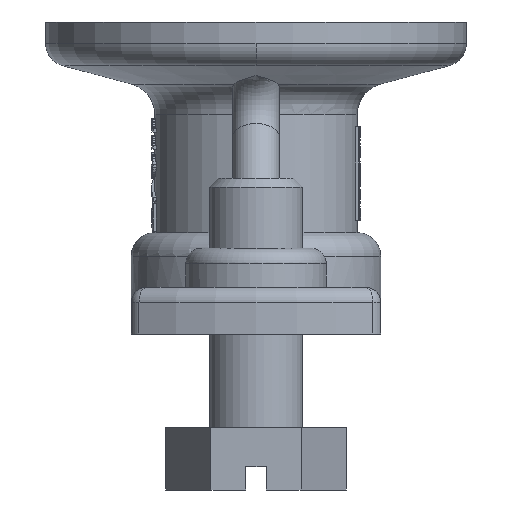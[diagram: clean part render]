
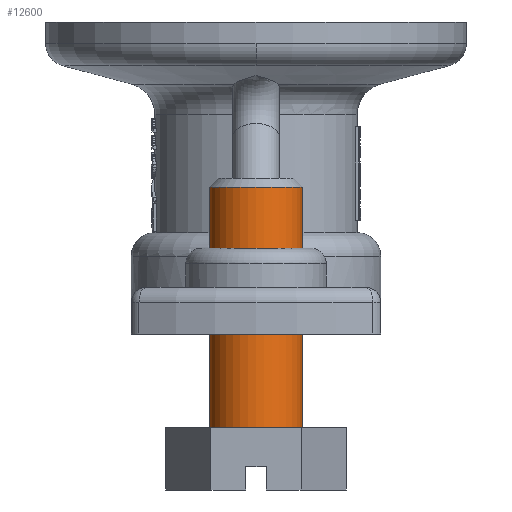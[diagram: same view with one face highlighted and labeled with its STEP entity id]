
A CAD part, left-side view. The second image highlights one B-rep face of the part: STEP entity #12600.
In plain terms, the highlighted cylindrical face has radius 3 mm (diameter 6 mm), a partial arc.
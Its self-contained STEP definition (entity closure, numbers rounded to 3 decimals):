
#60=CARTESIAN_POINT('',(7.7,-3.,0.));
#70=DIRECTION('',(1.,0.,0.));
#80=VECTOR('',#70,1.);
#90=LINE('',#60,#80);
#100=CARTESIAN_POINT('',(0.,-3.,0.));
#110=VERTEX_POINT('',#100);
#120=CARTESIAN_POINT('',(15.4,-3.,0.));
#130=VERTEX_POINT('',#120);
#140=EDGE_CURVE('',#110,#130,#90,.T.);
#160=CARTESIAN_POINT('',(15.4,0.,0.));
#170=DIRECTION('',(1.,0.,0.));
#180=DIRECTION('',(0.,1.,0.));
#190=AXIS2_PLACEMENT_3D('',#160,#170,#180);
#200=CIRCLE('',#190,3.);
#210=CARTESIAN_POINT('',(15.4,3.,0.));
#220=VERTEX_POINT('',#210);
#250=CARTESIAN_POINT('',(7.7,3.,0.));
#260=DIRECTION('',(1.,0.,0.));
#270=VECTOR('',#260,1.);
#280=LINE('',#250,#270);
#290=CARTESIAN_POINT('',(0.,3.,0.));
#300=VERTEX_POINT('',#290);
#310=EDGE_CURVE('',#300,#220,#280,.T.);
#330=CARTESIAN_POINT('',(0.,0.,0.));
#340=DIRECTION('',(1.,0.,0.));
#350=DIRECTION('',(0.,-1.,0.));
#360=AXIS2_PLACEMENT_3D('',#330,#340,#350);
#370=CIRCLE('',#360,3.);
#1550=EDGE_CURVE('',#300,#110,#370,.T.);
#12480=CARTESIAN_POINT('',(7.7,0.,0.));
#12490=DIRECTION('',(1.,0.,0.));
#12500=DIRECTION('',(0.,-1.,0.));
#12510=AXIS2_PLACEMENT_3D('',#12480,#12490,#12500);
#12520=CYLINDRICAL_SURFACE('',#12510,3.);
#12530=ORIENTED_EDGE('',*,*,#1550,.T.);
#12540=ORIENTED_EDGE('',*,*,#310,.F.);
#12550=EDGE_CURVE('',#220,#130,#200,.T.);
#12560=ORIENTED_EDGE('',*,*,#12550,.F.);
#12570=ORIENTED_EDGE('',*,*,#140,.T.);
#12580=EDGE_LOOP('',(#12570,#12560,#12540,#12530));
#12590=FACE_OUTER_BOUND('',#12580,.T.);
#12600=ADVANCED_FACE('',(#12590),#12520,.T.);
